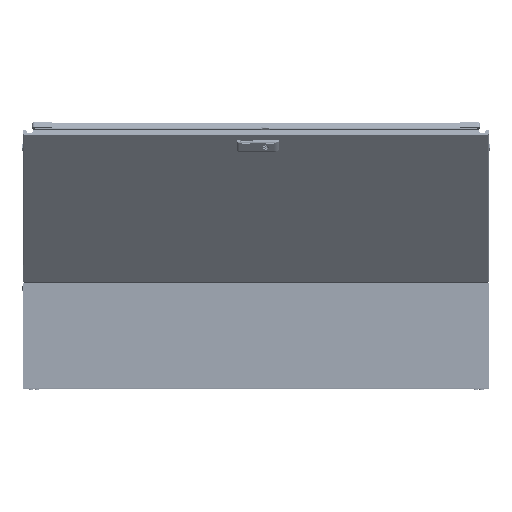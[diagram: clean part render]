
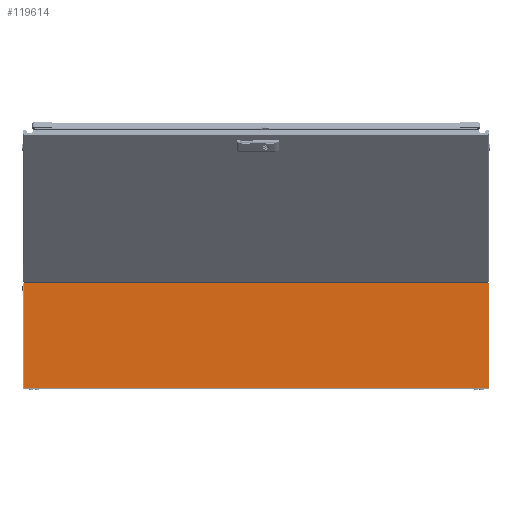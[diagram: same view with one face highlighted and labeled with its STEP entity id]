
A CAD part, front view. The second image highlights one B-rep face of the part: STEP entity #119614.
In plain terms, the highlighted planar face has unit normal (0, -1, 0).
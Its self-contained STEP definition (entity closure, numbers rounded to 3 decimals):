
#14631 = AXIS2_PLACEMENT_3D ( 'NONE', #70095, #70106, #70107 ) ;
#19639 = EDGE_LOOP ( 'NONE', ( #138547, #138549, #138551, #138553 ) ) ;
#41264 = LINE ( 'NONE', #41302, #153903 ) ;
#41281 = LINE ( 'NONE', #41286, #153901 ) ;
#41286 = CARTESIAN_POINT ( 'NONE',  ( -598.5, -500., 0. ) ) ;
#41289 = DIRECTION ( 'NONE',  ( 0., 0., -1. ) ) ;
#41298 = VERTEX_POINT ( 'NONE', #98209 ) ;
#41302 = CARTESIAN_POINT ( 'NONE',  ( 598.5, -500., 272. ) ) ;
#41309 = DIRECTION ( 'NONE',  ( 0., 0., 1. ) ) ;
#41319 = VERTEX_POINT ( 'NONE', #98233 ) ;
#41322 = VERTEX_POINT ( 'NONE', #98236 ) ;
#41327 = VERTEX_POINT ( 'NONE', #98242 ) ;
#41333 = LINE ( 'NONE', #41338, #153911 ) ;
#41338 = CARTESIAN_POINT ( 'NONE',  ( 598.5, -500., 271.9 ) ) ;
#41341 = DIRECTION ( 'NONE',  ( -1., 0., 0. ) ) ;
#41344 = LINE ( 'NONE', #41350, #153913 ) ;
#41350 = CARTESIAN_POINT ( 'NONE',  ( -598.5, -500., 1.5 ) ) ;
#41353 = DIRECTION ( 'NONE',  ( -1., 0., 0. ) ) ;
#70095 = CARTESIAN_POINT ( 'NONE',  ( -598.5, -500., 272. ) ) ;
#70103 = FACE_OUTER_BOUND ( 'NONE', #19639, .T. ) ;
#70104 = PLANE ( 'NONE',  #14631 ) ;
#70106 = DIRECTION ( 'NONE',  ( 0., 1., 0. ) ) ;
#70107 = DIRECTION ( 'NONE',  ( 0., 0., 1. ) ) ;
#98209 = CARTESIAN_POINT ( 'NONE',  ( 598.5, -500., 1.5 ) ) ;
#98233 = CARTESIAN_POINT ( 'NONE',  ( -598.5, -500., 271.9 ) ) ;
#98236 = CARTESIAN_POINT ( 'NONE',  ( 598.5, -500., 271.9 ) ) ;
#98242 = CARTESIAN_POINT ( 'NONE',  ( -598.5, -500., 1.5 ) ) ;
#119614 = ADVANCED_FACE ( 'NONE', ( #70103 ), #70104, .F. ) ;
#133398 = EDGE_CURVE ( 'NONE', #41319, #41327, #41281, .T. ) ;
#133400 = EDGE_CURVE ( 'NONE', #41298, #41322, #41264, .T. ) ;
#133403 = EDGE_CURVE ( 'NONE', #41322, #41319, #41333, .T. ) ;
#133404 = EDGE_CURVE ( 'NONE', #41298, #41327, #41344, .T. ) ;
#138547 = ORIENTED_EDGE ( 'NONE', *, *, #133403, .T. ) ;
#138549 = ORIENTED_EDGE ( 'NONE', *, *, #133398, .T. ) ;
#138551 = ORIENTED_EDGE ( 'NONE', *, *, #133404, .F. ) ;
#138553 = ORIENTED_EDGE ( 'NONE', *, *, #133400, .T. ) ;
#153901 = VECTOR ( 'NONE', #41289, 1000. ) ;
#153903 = VECTOR ( 'NONE', #41309, 1000. ) ;
#153911 = VECTOR ( 'NONE', #41341, 1000. ) ;
#153913 = VECTOR ( 'NONE', #41353, 1000. ) ;
